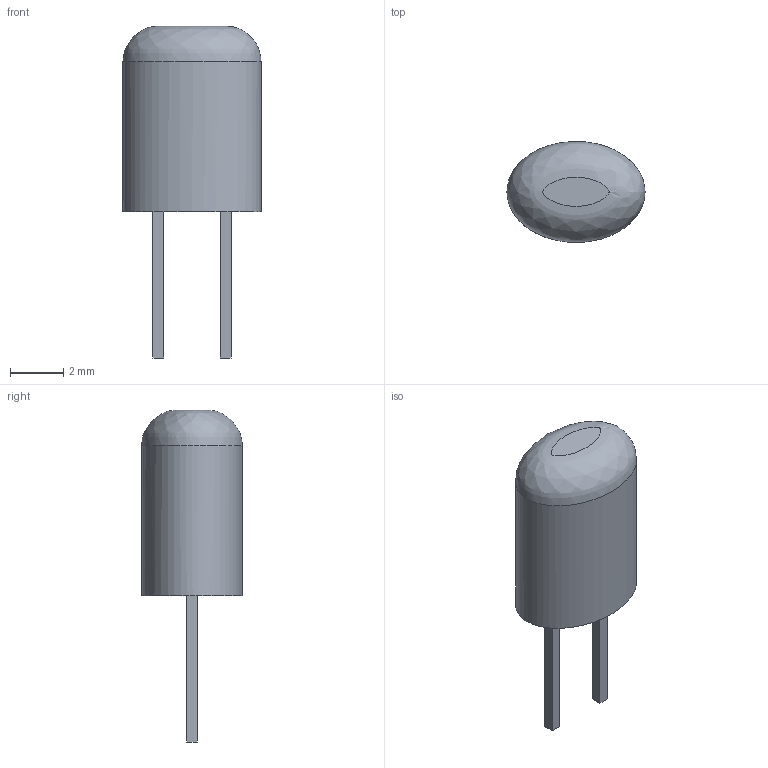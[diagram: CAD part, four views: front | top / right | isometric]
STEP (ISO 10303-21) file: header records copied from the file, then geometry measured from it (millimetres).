
FILE_DESCRIPTION(('FreeCAD Model'),'2;1');
FILE_NAME('LED_Oval_W5.2mm_H3.8mm.step','2017-11-25T21:53:57',('kicad StepUp'),( 'ksu MCAD'),'Open CASCADE STEP processor 6.8','FreeCAD','Unknown');
FILE_SCHEMA(('AUTOMOTIVE_DESIGN_CC2 { 1 2 10303 214 -1 1 5 4 }'));
Length unit declared in the file: millimetre
Products named in the file (1): LED_Oval_W5.2mm_H3.8mm
Bounding box: 5.2 x 3.8 x 12.5 mm (x, y, z)
Volume: 105.6 mm3; surface area: 139.1 mm2
Topology: 1 solids, 1 shells, 14 faces, 29 edges, 19 vertices
Faces by surface type: plane 12, extrusion 1, bspline 1
Entity records: 401 total; most frequent: CARTESIAN_POINT 152, ORIENTED_EDGE 41, EDGE_CURVE 29, LINE 25, VERTEX_POINT 19, FACE_BOUND 16, EDGE_LOOP 16, AXIS2_PLACEMENT_3D 14
